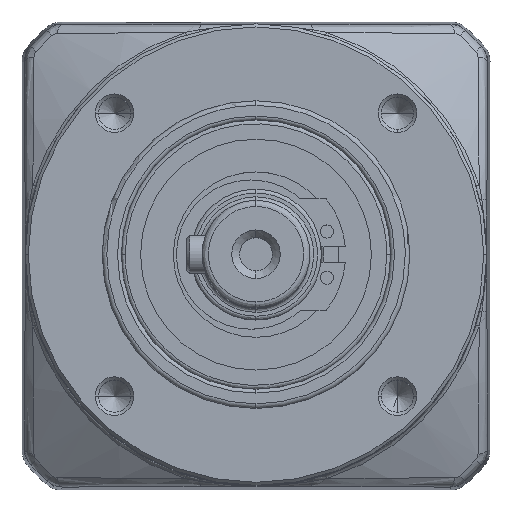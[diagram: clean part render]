
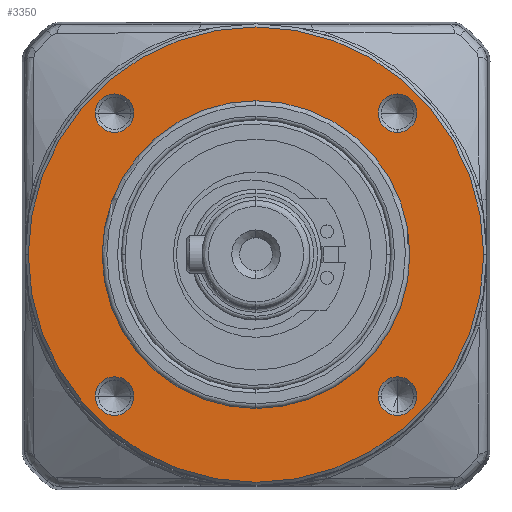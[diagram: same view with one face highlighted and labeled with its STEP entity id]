
A CAD part, top view. The second image highlights one B-rep face of the part: STEP entity #3350.
In plain terms, the highlighted planar face has unit normal (0, 0, 1).
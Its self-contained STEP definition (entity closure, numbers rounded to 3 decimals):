
#162 = AXIS2_PLACEMENT_3D ( 'NONE', #23078, #23046, #22984 ) ;
#234 = CARTESIAN_POINT ( 'NONE',  ( 18.385, 20.885, 25.5 ) ) ;
#628 = DIRECTION ( 'NONE',  ( 0., 0., -1. ) ) ;
#733 = AXIS2_PLACEMENT_3D ( 'NONE', #12477, #27485, #14654 ) ;
#778 = VERTEX_POINT ( 'NONE', #12363 ) ;
#1134 = ORIENTED_EDGE ( 'NONE', *, *, #1282, .T. ) ;
#1248 = VERTEX_POINT ( 'NONE', #6790 ) ;
#1282 = EDGE_CURVE ( 'NONE', #10535, #14761, #8504, .T. ) ;
#1538 = CARTESIAN_POINT ( 'NONE',  ( 18.385, 15.885, 25.5 ) ) ;
#1615 = ORIENTED_EDGE ( 'NONE', *, *, #5570, .T. ) ;
#2030 = EDGE_CURVE ( 'NONE', #1248, #3767, #19030, .T. ) ;
#2440 = VERTEX_POINT ( 'NONE', #9088 ) ;
#2612 = CIRCLE ( 'NONE', #162, 2.5 ) ;
#2720 = CARTESIAN_POINT ( 'NONE',  ( -20.885, -18.385, 25.5 ) ) ;
#2823 = CIRCLE ( 'NONE', #26748, 2.5 ) ;
#3350 = ADVANCED_FACE ( 'NONE', ( #23232, #23183, #23308, #22902, #23509, #23517 ), #26660, .T. ) ;
#3445 = CARTESIAN_POINT ( 'NONE',  ( -29.6, 0., 25.5 ) ) ;
#3767 = VERTEX_POINT ( 'NONE', #21544 ) ;
#4100 = CIRCLE ( 'NONE', #16788, 20. ) ;
#4429 = VERTEX_POINT ( 'NONE', #10666 ) ;
#4457 = ORIENTED_EDGE ( 'NONE', *, *, #20344, .T. ) ;
#4617 = DIRECTION ( 'NONE',  ( -1., 0., 0. ) ) ;
#4711 = DIRECTION ( 'NONE',  ( 0., 0., -1. ) ) ;
#4770 = VERTEX_POINT ( 'NONE', #6765 ) ;
#4792 = CARTESIAN_POINT ( 'NONE',  ( 0., 0., 25.5 ) ) ;
#5001 = VERTEX_POINT ( 'NONE', #3445 ) ;
#5051 = DIRECTION ( 'NONE',  ( 0., -1., 0. ) ) ;
#5075 = DIRECTION ( 'NONE',  ( 0., 0., -1. ) ) ;
#5133 = CARTESIAN_POINT ( 'NONE',  ( 18.385, 18.385, 25.5 ) ) ;
#5570 = EDGE_CURVE ( 'NONE', #17830, #4770, #12713, .T. ) ;
#5996 = CIRCLE ( 'NONE', #26991, 2.5 ) ;
#6171 = VERTEX_POINT ( 'NONE', #24172 ) ;
#6345 = EDGE_LOOP ( 'NONE', ( #4457, #7553 ) ) ;
#6366 = EDGE_CURVE ( 'NONE', #14761, #10535, #24424, .T. ) ;
#6765 = CARTESIAN_POINT ( 'NONE',  ( -15.885, -18.385, 25.5 ) ) ;
#6790 = CARTESIAN_POINT ( 'NONE',  ( 20., 0., 25.5 ) ) ;
#7553 = ORIENTED_EDGE ( 'NONE', *, *, #7712, .T. ) ;
#7664 = AXIS2_PLACEMENT_3D ( 'NONE', #5133, #5075, #5051 ) ;
#7697 = AXIS2_PLACEMENT_3D ( 'NONE', #9145, #9114, #9110 ) ;
#7712 = EDGE_CURVE ( 'NONE', #4429, #15496, #2823, .T. ) ;
#8504 = CIRCLE ( 'NONE', #7664, 2.5 ) ;
#8786 = EDGE_CURVE ( 'NONE', #4770, #17830, #2612, .T. ) ;
#9088 = CARTESIAN_POINT ( 'NONE',  ( 29.6, 0., 25.5 ) ) ;
#9110 = DIRECTION ( 'NONE',  ( 1., 0., 0. ) ) ;
#9114 = DIRECTION ( 'NONE',  ( 0., 0., -1. ) ) ;
#9145 = CARTESIAN_POINT ( 'NONE',  ( -18.385, 18.385, 25.5 ) ) ;
#9662 = AXIS2_PLACEMENT_3D ( 'NONE', #26487, #26372, #26341 ) ;
#9928 = ORIENTED_EDGE ( 'NONE', *, *, #25662, .F. ) ;
#10535 = VERTEX_POINT ( 'NONE', #234 ) ;
#10556 = EDGE_LOOP ( 'NONE', ( #21551, #1134 ) ) ;
#10666 = CARTESIAN_POINT ( 'NONE',  ( 15.885, -18.385, 25.5 ) ) ;
#11580 = ORIENTED_EDGE ( 'NONE', *, *, #12051, .T. ) ;
#11905 = CARTESIAN_POINT ( 'NONE',  ( 0., 0., 25.5 ) ) ;
#12051 = EDGE_CURVE ( 'NONE', #6171, #778, #14999, .T. ) ;
#12108 = DIRECTION ( 'NONE',  ( 0., 0., -1. ) ) ;
#12363 = CARTESIAN_POINT ( 'NONE',  ( -15.885, 18.385, 25.5 ) ) ;
#12477 = CARTESIAN_POINT ( 'NONE',  ( 0., 0., 25.5 ) ) ;
#12683 = AXIS2_PLACEMENT_3D ( 'NONE', #20031, #19993, #19992 ) ;
#12713 = CIRCLE ( 'NONE', #19535, 2.5 ) ;
#13263 = AXIS2_PLACEMENT_3D ( 'NONE', #26775, #26719, #26635 ) ;
#13430 = ORIENTED_EDGE ( 'NONE', *, *, #27377, .T. ) ;
#13489 = CARTESIAN_POINT ( 'NONE',  ( 18.385, -18.385, 25.5 ) ) ;
#13772 = EDGE_CURVE ( 'NONE', #778, #6171, #21059, .T. ) ;
#14577 = EDGE_CURVE ( 'NONE', #5001, #2440, #24558, .T. ) ;
#14654 = DIRECTION ( 'NONE',  ( -1., 0., 0. ) ) ;
#14761 = VERTEX_POINT ( 'NONE', #1538 ) ;
#14999 = CIRCLE ( 'NONE', #7697, 2.5 ) ;
#15496 = VERTEX_POINT ( 'NONE', #20550 ) ;
#15659 = DIRECTION ( 'NONE',  ( 1., 0., 0. ) ) ;
#16003 = EDGE_LOOP ( 'NONE', ( #23126, #9928 ) ) ;
#16632 = ORIENTED_EDGE ( 'NONE', *, *, #2030, .T. ) ;
#16687 = ORIENTED_EDGE ( 'NONE', *, *, #13772, .T. ) ;
#16747 = AXIS2_PLACEMENT_3D ( 'NONE', #11905, #26966, #23543 ) ;
#16788 = AXIS2_PLACEMENT_3D ( 'NONE', #25015, #12108, #27152 ) ;
#17133 = DIRECTION ( 'NONE',  ( 1., 0., 0. ) ) ;
#17141 = DIRECTION ( 'NONE',  ( 0., 0., -1. ) ) ;
#17171 = CARTESIAN_POINT ( 'NONE',  ( 18.385, -18.385, 25.5 ) ) ;
#17830 = VERTEX_POINT ( 'NONE', #2720 ) ;
#19030 = CIRCLE ( 'NONE', #16747, 20. ) ;
#19123 = EDGE_LOOP ( 'NONE', ( #13430, #16632 ) ) ;
#19535 = AXIS2_PLACEMENT_3D ( 'NONE', #21135, #21111, #21073 ) ;
#19992 = DIRECTION ( 'NONE',  ( 0., -1., 0. ) ) ;
#19993 = DIRECTION ( 'NONE',  ( 0., 0., -1. ) ) ;
#20031 = CARTESIAN_POINT ( 'NONE',  ( 18.385, 18.385, 25.5 ) ) ;
#20344 = EDGE_CURVE ( 'NONE', #15496, #4429, #5996, .T. ) ;
#20399 = EDGE_LOOP ( 'NONE', ( #24275, #1615 ) ) ;
#20550 = CARTESIAN_POINT ( 'NONE',  ( 20.885, -18.385, 25.5 ) ) ;
#20712 = EDGE_LOOP ( 'NONE', ( #16687, #11580 ) ) ;
#21059 = CIRCLE ( 'NONE', #13263, 2.5 ) ;
#21073 = DIRECTION ( 'NONE',  ( 1., 0., 0. ) ) ;
#21111 = DIRECTION ( 'NONE',  ( 0., 0., -1. ) ) ;
#21135 = CARTESIAN_POINT ( 'NONE',  ( -18.385, -18.385, 25.5 ) ) ;
#21544 = CARTESIAN_POINT ( 'NONE',  ( -20., 0., 25.5 ) ) ;
#21551 = ORIENTED_EDGE ( 'NONE', *, *, #6366, .T. ) ;
#22902 = FACE_BOUND ( 'NONE', #10556, .T. ) ;
#22984 = DIRECTION ( 'NONE',  ( 1., 0., 0. ) ) ;
#23046 = DIRECTION ( 'NONE',  ( 0., 0., -1. ) ) ;
#23078 = CARTESIAN_POINT ( 'NONE',  ( -18.385, -18.385, 25.5 ) ) ;
#23126 = ORIENTED_EDGE ( 'NONE', *, *, #14577, .F. ) ;
#23183 = FACE_BOUND ( 'NONE', #20399, .T. ) ;
#23232 = FACE_BOUND ( 'NONE', #6345, .T. ) ;
#23308 = FACE_BOUND ( 'NONE', #20712, .T. ) ;
#23509 = FACE_OUTER_BOUND ( 'NONE', #16003, .T. ) ;
#23517 = FACE_BOUND ( 'NONE', #19123, .T. ) ;
#23543 = DIRECTION ( 'NONE',  ( -1., 0., 0. ) ) ;
#23692 = AXIS2_PLACEMENT_3D ( 'NONE', #4792, #4711, #4617 ) ;
#24172 = CARTESIAN_POINT ( 'NONE',  ( -20.885, 18.385, 25.5 ) ) ;
#24275 = ORIENTED_EDGE ( 'NONE', *, *, #8786, .T. ) ;
#24424 = CIRCLE ( 'NONE', #12683, 2.5 ) ;
#24558 = CIRCLE ( 'NONE', #23692, 29.6 ) ;
#25015 = CARTESIAN_POINT ( 'NONE',  ( 0., 0., 25.5 ) ) ;
#25662 = EDGE_CURVE ( 'NONE', #2440, #5001, #25747, .T. ) ;
#25747 = CIRCLE ( 'NONE', #733, 29.6 ) ;
#26341 = DIRECTION ( 'NONE',  ( 1., 0., 0. ) ) ;
#26372 = DIRECTION ( 'NONE',  ( 0., 0., 1. ) ) ;
#26487 = CARTESIAN_POINT ( 'NONE',  ( 0., 0., 25.5 ) ) ;
#26635 = DIRECTION ( 'NONE',  ( 1., 0., 0. ) ) ;
#26660 = PLANE ( 'NONE',  #9662 ) ;
#26719 = DIRECTION ( 'NONE',  ( 0., 0., -1. ) ) ;
#26748 = AXIS2_PLACEMENT_3D ( 'NONE', #17171, #17141, #17133 ) ;
#26775 = CARTESIAN_POINT ( 'NONE',  ( -18.385, 18.385, 25.5 ) ) ;
#26966 = DIRECTION ( 'NONE',  ( 0., 0., -1. ) ) ;
#26991 = AXIS2_PLACEMENT_3D ( 'NONE', #13489, #628, #15659 ) ;
#27152 = DIRECTION ( 'NONE',  ( -1., 0., 0. ) ) ;
#27377 = EDGE_CURVE ( 'NONE', #3767, #1248, #4100, .T. ) ;
#27485 = DIRECTION ( 'NONE',  ( 0., 0., -1. ) ) ;
